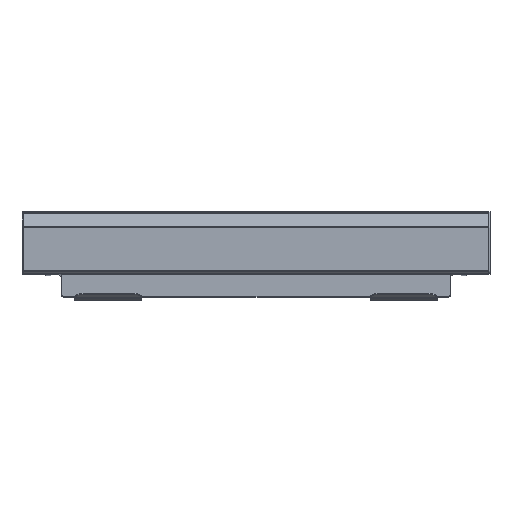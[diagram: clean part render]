
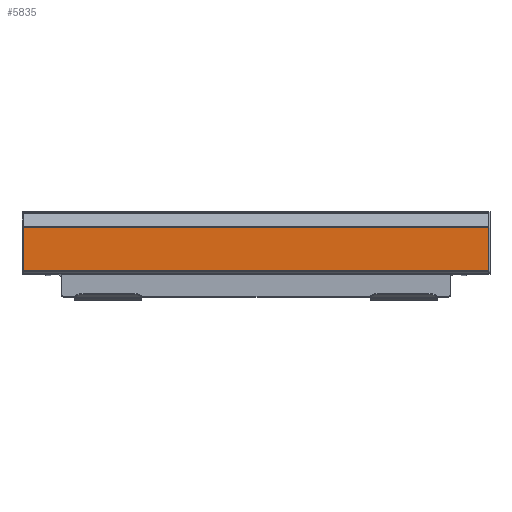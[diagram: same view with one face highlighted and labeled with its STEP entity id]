
A CAD part, top view. The second image highlights one B-rep face of the part: STEP entity #5835.
In plain terms, the highlighted planar face has unit normal (0, 0, 1).
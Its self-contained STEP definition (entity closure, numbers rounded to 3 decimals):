
#916 = CARTESIAN_POINT ( 'NONE',  ( -277.5, -19.054, 393. ) ) ;
#1228 = VECTOR ( 'NONE', #6746, 1000. ) ;
#1443 = DIRECTION ( 'NONE',  ( 0., -1., 0. ) ) ;
#2027 = CARTESIAN_POINT ( 'NONE',  ( -277.5, -69.906, 393. ) ) ;
#2185 = LINE ( 'NONE', #4291, #1228 ) ;
#2398 = DIRECTION ( 'NONE',  ( 1., 0., 0. ) ) ;
#2761 = CARTESIAN_POINT ( 'NONE',  ( -277.5, -69.906, 393. ) ) ;
#3187 = LINE ( 'NONE', #2027, #3474 ) ;
#3474 = VECTOR ( 'NONE', #9430, 1000. ) ;
#4291 = CARTESIAN_POINT ( 'NONE',  ( -277.5, -19.054, 393. ) ) ;
#4436 = CARTESIAN_POINT ( 'NONE',  ( -277.5, -19.054, 393. ) ) ;
#4777 = ORIENTED_EDGE ( 'NONE', *, *, #13187, .T. ) ;
#5809 = VERTEX_POINT ( 'NONE', #4436 ) ;
#5835 = ADVANCED_FACE ( 'NONE', ( #13956 ), #14033, .T. ) ;
#6201 = VERTEX_POINT ( 'NONE', #2761 ) ;
#6746 = DIRECTION ( 'NONE',  ( 0., -1., 0. ) ) ;
#7264 = VECTOR ( 'NONE', #1443, 1000. ) ;
#7310 = ORIENTED_EDGE ( 'NONE', *, *, #13179, .T. ) ;
#7870 = ORIENTED_EDGE ( 'NONE', *, *, #13350, .F. ) ;
#8695 = LINE ( 'NONE', #12285, #7264 ) ;
#9430 = DIRECTION ( 'NONE',  ( 1., 0., 0. ) ) ;
#9810 = CARTESIAN_POINT ( 'NONE',  ( -277.5, -19.054, 393. ) ) ;
#9915 = ORIENTED_EDGE ( 'NONE', *, *, #12216, .F. ) ;
#10864 = LINE ( 'NONE', #9810, #11593 ) ;
#11578 = DIRECTION ( 'NONE',  ( 1., 0., 0. ) ) ;
#11593 = VECTOR ( 'NONE', #2398, 1000. ) ;
#11637 = VERTEX_POINT ( 'NONE', #14760 ) ;
#11823 = DIRECTION ( 'NONE',  ( 0., 0., 1. ) ) ;
#12098 = EDGE_LOOP ( 'NONE', ( #4777, #9915, #7870, #7310 ) ) ;
#12216 = EDGE_CURVE ( 'NONE', #13792, #11637, #8695, .T. ) ;
#12285 = CARTESIAN_POINT ( 'NONE',  ( 277.5, -19.054, 393. ) ) ;
#13179 = EDGE_CURVE ( 'NONE', #5809, #6201, #2185, .T. ) ;
#13187 = EDGE_CURVE ( 'NONE', #6201, #11637, #3187, .T. ) ;
#13350 = EDGE_CURVE ( 'NONE', #5809, #13792, #10864, .T. ) ;
#13754 = AXIS2_PLACEMENT_3D ( 'NONE', #916, #11823, #11578 ) ;
#13792 = VERTEX_POINT ( 'NONE', #15522 ) ;
#13956 = FACE_OUTER_BOUND ( 'NONE', #12098, .T. ) ;
#14033 = PLANE ( 'NONE',  #13754 ) ;
#14760 = CARTESIAN_POINT ( 'NONE',  ( 277.5, -69.906, 393. ) ) ;
#15522 = CARTESIAN_POINT ( 'NONE',  ( 277.5, -19.054, 393. ) ) ;
